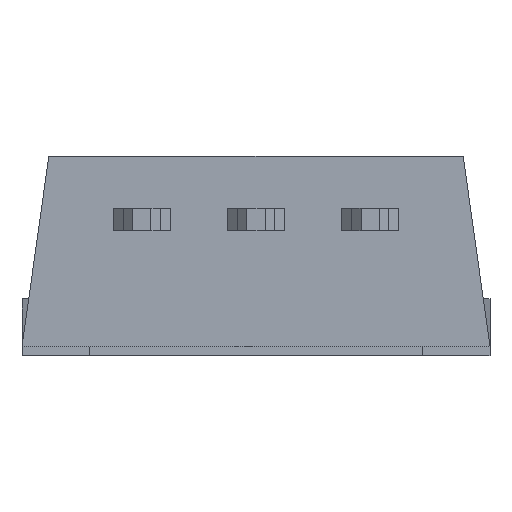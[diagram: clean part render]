
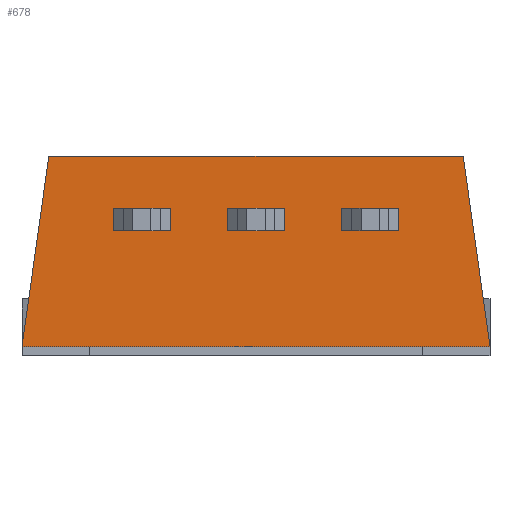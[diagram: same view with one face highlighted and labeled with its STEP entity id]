
A CAD part, front view. The second image highlights one B-rep face of the part: STEP entity #678.
In plain terms, the highlighted planar face has unit normal (0, -1, 0).
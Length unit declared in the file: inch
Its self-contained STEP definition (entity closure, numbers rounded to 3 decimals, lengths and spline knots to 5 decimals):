
#89 = CARTESIAN_POINT ( 'NONE',  ( -0.105, 0.16, -0.1115 ) ) ;
#203 = VERTEX_POINT ( 'NONE', #1708 ) ;
#241 = LINE ( 'NONE', #2297, #391 ) ;
#289 = LINE ( 'NONE', #1704, #1373 ) ;
#312 = DIRECTION ( 'NONE',  ( -0.139, 0., 0.99 ) ) ;
#391 = VECTOR ( 'NONE', #971, 39.37008 ) ;
#433 = CARTESIAN_POINT ( 'NONE',  ( 0.28153, 0.16, 0.0555 ) ) ;
#443 = ORIENTED_EDGE ( 'NONE', *, *, #1200, .F. ) ;
#558 = VECTOR ( 'NONE', #2119, 39.37008 ) ;
#597 = DIRECTION ( 'NONE',  ( 0., 1., 0. ) ) ;
#600 = DIRECTION ( 'NONE',  ( -1., 0., 0. ) ) ;
#678 = ADVANCED_FACE ( 'NONE', ( #1604 ), #1929, .F. ) ;
#867 = EDGE_LOOP ( 'NONE', ( #1605, #1074, #443, #2416 ) ) ;
#971 = DIRECTION ( 'NONE',  ( -1., 0., 0. ) ) ;
#1060 = LINE ( 'NONE', #1517, #558 ) ;
#1074 = ORIENTED_EDGE ( 'NONE', *, *, #2165, .T. ) ;
#1193 = DIRECTION ( 'NONE',  ( 0., 0., 1. ) ) ;
#1200 = EDGE_CURVE ( 'NONE', #203, #1486, #289, .T. ) ;
#1325 = VECTOR ( 'NONE', #312, 39.37008 ) ;
#1373 = VECTOR ( 'NONE', #600, 39.37008 ) ;
#1486 = VERTEX_POINT ( 'NONE', #89 ) ;
#1516 = AXIS2_PLACEMENT_3D ( 'NONE', #2341, #597, #1193 ) ;
#1517 = CARTESIAN_POINT ( 'NONE',  ( -0.08153, 0.16, 0.0555 ) ) ;
#1604 = FACE_OUTER_BOUND ( 'NONE', #867, .T. ) ;
#1605 = ORIENTED_EDGE ( 'NONE', *, *, #1832, .T. ) ;
#1611 = LINE ( 'NONE', #2231, #1325 ) ;
#1667 = EDGE_CURVE ( 'NONE', #203, #2398, #1611, .T. ) ;
#1704 = CARTESIAN_POINT ( 'NONE',  ( 0.305, 0.16, -0.1115 ) ) ;
#1708 = CARTESIAN_POINT ( 'NONE',  ( 0.305, 0.16, -0.1115 ) ) ;
#1739 = CARTESIAN_POINT ( 'NONE',  ( -0.08153, 0.16, 0.0555 ) ) ;
#1832 = EDGE_CURVE ( 'NONE', #2398, #2404, #241, .T. ) ;
#1929 = PLANE ( 'NONE',  #1516 ) ;
#2119 = DIRECTION ( 'NONE',  ( -0.139, 0., -0.99 ) ) ;
#2165 = EDGE_CURVE ( 'NONE', #2404, #1486, #1060, .T. ) ;
#2231 = CARTESIAN_POINT ( 'NONE',  ( 0.305, 0.16, -0.1115 ) ) ;
#2297 = CARTESIAN_POINT ( 'NONE',  ( 0.305, 0.16, 0.0555 ) ) ;
#2341 = CARTESIAN_POINT ( 'NONE',  ( 0.305, 0.16, 0.0555 ) ) ;
#2398 = VERTEX_POINT ( 'NONE', #433 ) ;
#2404 = VERTEX_POINT ( 'NONE', #1739 ) ;
#2416 = ORIENTED_EDGE ( 'NONE', *, *, #1667, .T. ) ;
